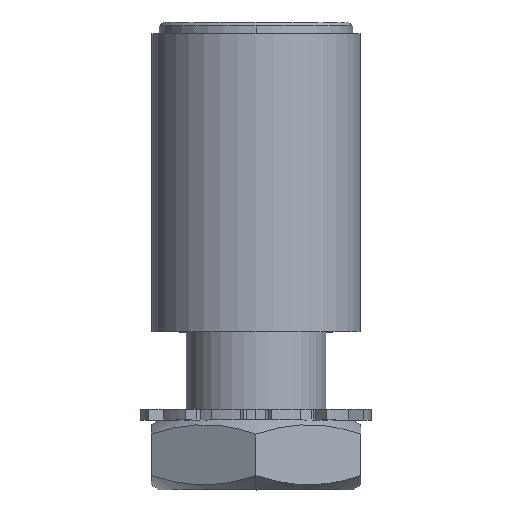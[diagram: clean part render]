
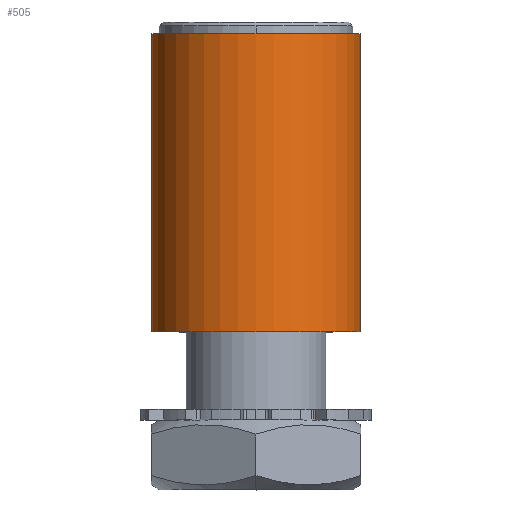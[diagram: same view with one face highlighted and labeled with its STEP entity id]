
A CAD part, top view. The second image highlights one B-rep face of the part: STEP entity #505.
In plain terms, the highlighted cylindrical face has radius 13.5 mm (diameter 27 mm), a partial arc.
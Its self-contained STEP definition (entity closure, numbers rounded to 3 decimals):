
#86=CYLINDRICAL_SURFACE('',#2754,13.5);
#168=LINE('',#4082,#336);
#169=LINE('',#4086,#337);
#336=VECTOR('',#3163,1.);
#337=VECTOR('',#3166,1.);
#505=ADVANCED_FACE('NONE',(#720),#86,.T.);
#720=FACE_OUTER_BOUND('',#872,.T.);
#872=EDGE_LOOP('',(#1052,#1053,#1054,#1055));
#1052=ORIENTED_EDGE('',*,*,#2121,.F.);
#1053=ORIENTED_EDGE('',*,*,#2122,.T.);
#1054=ORIENTED_EDGE('',*,*,#2123,.T.);
#1055=ORIENTED_EDGE('',*,*,#2119,.T.);
#1852=VERTEX_POINT('',#4078);
#1853=VERTEX_POINT('',#4079);
#1854=VERTEX_POINT('',#4083);
#1855=VERTEX_POINT('',#4085);
#2119=EDGE_CURVE('NONE',#1852,#1853,#2519,.T.);
#2121=EDGE_CURVE('NONE',#1854,#1853,#168,.T.);
#2122=EDGE_CURVE('NONE',#1854,#1855,#2521,.T.);
#2123=EDGE_CURVE('NONE',#1855,#1852,#169,.T.);
#2519=CIRCLE('',#2750,13.5);
#2521=CIRCLE('',#2753,13.5);
#2750=AXIS2_PLACEMENT_3D('',#4077,#3157,#3158);
#2753=AXIS2_PLACEMENT_3D('',#4084,#3164,#3165);
#2754=AXIS2_PLACEMENT_3D('',#4087,#3167,#3168);
#3157=DIRECTION('',(0.,1.,0.));
#3158=DIRECTION('',(-1.,0.,0.));
#3163=DIRECTION('',(0.,-1.,0.));
#3164=DIRECTION('',(0.,-1.,0.));
#3165=DIRECTION('',(-1.,0.,0.));
#3166=DIRECTION('',(0.,-1.,0.));
#3167=DIRECTION('',(0.,1.,0.));
#3168=DIRECTION('',(-1.,0.,0.));
#4077=CARTESIAN_POINT('',(14.872,20.4,15.588));
#4078=CARTESIAN_POINT('',(1.372,20.4,15.588));
#4079=CARTESIAN_POINT('',(28.372,20.4,15.588));
#4082=CARTESIAN_POINT('',(28.372,60.825,15.588));
#4083=CARTESIAN_POINT('',(28.372,58.9,15.588));
#4084=CARTESIAN_POINT('',(14.872,58.9,15.588));
#4085=CARTESIAN_POINT('',(1.372,58.9,15.588));
#4086=CARTESIAN_POINT('',(1.372,60.825,15.588));
#4087=CARTESIAN_POINT('',(14.872,60.825,15.588));
